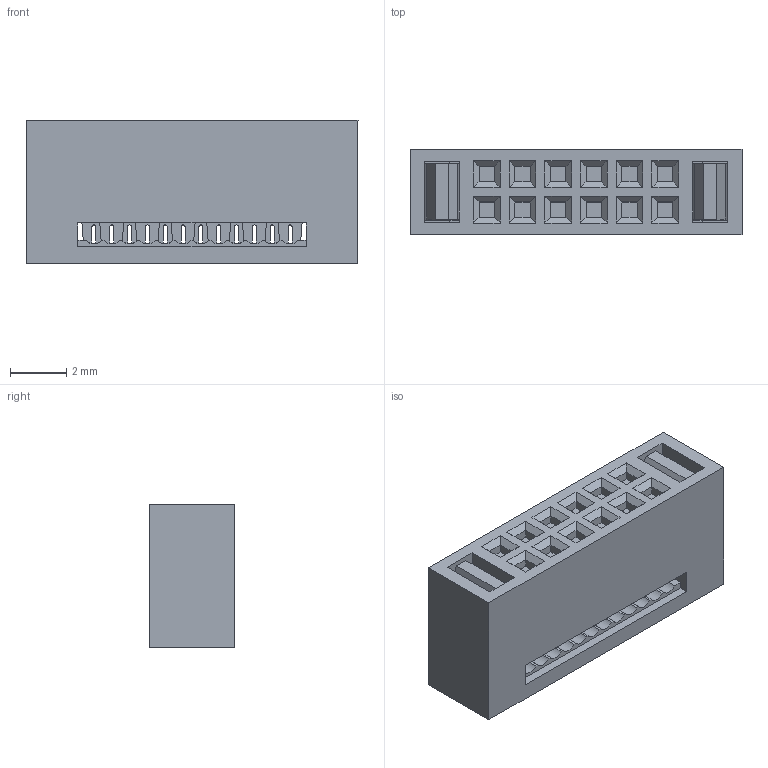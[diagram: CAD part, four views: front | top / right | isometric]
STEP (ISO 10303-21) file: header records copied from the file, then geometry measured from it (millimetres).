
FILE_DESCRIPTION( ('This file contains a STEP AP42 implementation' ,'as created by ZW3D STEP Interface translator.') ,'2;1' );
FILE_NAME( '5232-XXUPXXBN01.stp' ,'24 1 2.101843', (''), ('ZWCAD Software Co.'), 'Version 1.0', 'ZW3D to STEP translator', '' );
FILE_SCHEMA(('AUTOMOTIVE_DESIGN { 1 0 10303 214 1 1 1 1 }'));
Length unit declared in the file: millimetre
Products named in the file (2): 0; 5232-12UPS0BN01
Bounding box: 11.82 x 3.05 x 5.1 mm (x, y, z)
Volume: 137.2 mm3; surface area: 606.1 mm2
Topology: 1 solids, 1 shells, 1618 faces, 4796 edges, 3162 vertices
Faces by surface type: plane 1114, bspline 300, cylinder 198, cone 6
Entity records: 58028 total; most frequent: CARTESIAN_POINT 14161, ORIENTED_EDGE 9736, DIRECTION 7698, EDGE_CURVE 4796, VECTOR 3464, LINE 3464, VERTEX_POINT 3162, AXIS2_PLACEMENT_3D 2117
